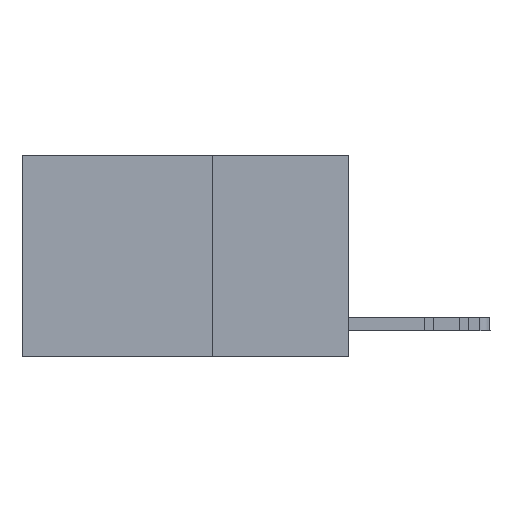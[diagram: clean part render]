
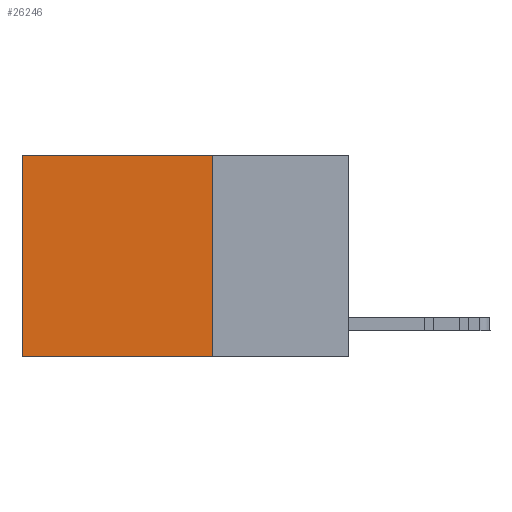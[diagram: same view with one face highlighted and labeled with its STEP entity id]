
A CAD part, left-side view. The second image highlights one B-rep face of the part: STEP entity #26246.
In plain terms, the highlighted planar face has unit normal (-1, 0, 0).
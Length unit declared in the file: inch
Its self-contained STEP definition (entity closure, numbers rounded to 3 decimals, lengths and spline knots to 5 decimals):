
#1437 = VERTEX_POINT ( 'NONE', #18082 ) ;
#1680 = EDGE_CURVE ( 'NONE', #7886, #22113, #5593, .T. ) ;
#2044 = EDGE_CURVE ( 'NONE', #7886, #1437, #24038, .T. ) ;
#3593 = DIRECTION ( 'NONE',  ( 0., 0., -1. ) ) ;
#4683 = PLANE ( 'NONE',  #26353 ) ;
#5593 = LINE ( 'NONE', #16712, #12057 ) ;
#6060 = CARTESIAN_POINT ( 'NONE',  ( 0.2625, 0.25, -0.37 ) ) ;
#6650 = ORIENTED_EDGE ( 'NONE', *, *, #2044, .F. ) ;
#7481 = DIRECTION ( 'NONE',  ( 0., 0., -1. ) ) ;
#7692 = EDGE_CURVE ( 'NONE', #1437, #9067, #15348, .T. ) ;
#7886 = VERTEX_POINT ( 'NONE', #27266 ) ;
#8652 = CARTESIAN_POINT ( 'NONE',  ( 0.2625, 0.6, -0.37 ) ) ;
#9067 = VERTEX_POINT ( 'NONE', #8652 ) ;
#9882 = CARTESIAN_POINT ( 'NONE',  ( 0.2625, 0.6, 0. ) ) ;
#10115 = DIRECTION ( 'NONE',  ( 0., 1., 0. ) ) ;
#10158 = EDGE_CURVE ( 'NONE', #22113, #9067, #16204, .T. ) ;
#10523 = VECTOR ( 'NONE', #7481, 39.37008 ) ;
#10644 = VECTOR ( 'NONE', #3593, 39.37008 ) ;
#10846 = CARTESIAN_POINT ( 'NONE',  ( 0.2625, 0.25, 0. ) ) ;
#12057 = VECTOR ( 'NONE', #10115, 39.37008 ) ;
#12545 = DIRECTION ( 'NONE',  ( 0., 1., 0. ) ) ;
#13877 = CARTESIAN_POINT ( 'NONE',  ( 0.2625, 0.25, 0. ) ) ;
#15348 = LINE ( 'NONE', #6060, #25261 ) ;
#16204 = LINE ( 'NONE', #19051, #10523 ) ;
#16712 = CARTESIAN_POINT ( 'NONE',  ( 0.2625, 0.25, 0. ) ) ;
#18082 = CARTESIAN_POINT ( 'NONE',  ( 0.2625, 0.25, -0.37 ) ) ;
#19051 = CARTESIAN_POINT ( 'NONE',  ( 0.2625, 0.6, 0. ) ) ;
#21191 = DIRECTION ( 'NONE',  ( 0., 0., -1. ) ) ;
#22113 = VERTEX_POINT ( 'NONE', #9882 ) ;
#22496 = ORIENTED_EDGE ( 'NONE', *, *, #7692, .F. ) ;
#23015 = DIRECTION ( 'NONE',  ( 1., 0., 0. ) ) ;
#24038 = LINE ( 'NONE', #10846, #10644 ) ;
#24913 = EDGE_LOOP ( 'NONE', ( #27906, #22496, #6650, #25584 ) ) ;
#25261 = VECTOR ( 'NONE', #12545, 39.37008 ) ;
#25272 = FACE_OUTER_BOUND ( 'NONE', #24913, .T. ) ;
#25584 = ORIENTED_EDGE ( 'NONE', *, *, #1680, .T. ) ;
#26246 = ADVANCED_FACE ( 'NONE', ( #25272 ), #4683, .F. ) ;
#26353 = AXIS2_PLACEMENT_3D ( 'NONE', #13877, #23015, #21191 ) ;
#27266 = CARTESIAN_POINT ( 'NONE',  ( 0.2625, 0.25, 0. ) ) ;
#27906 = ORIENTED_EDGE ( 'NONE', *, *, #10158, .T. ) ;
